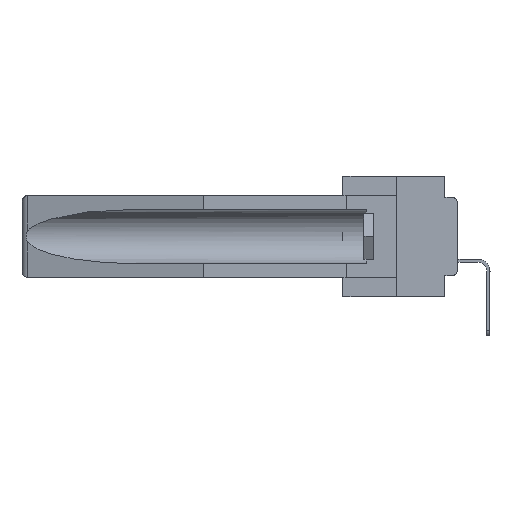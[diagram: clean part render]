
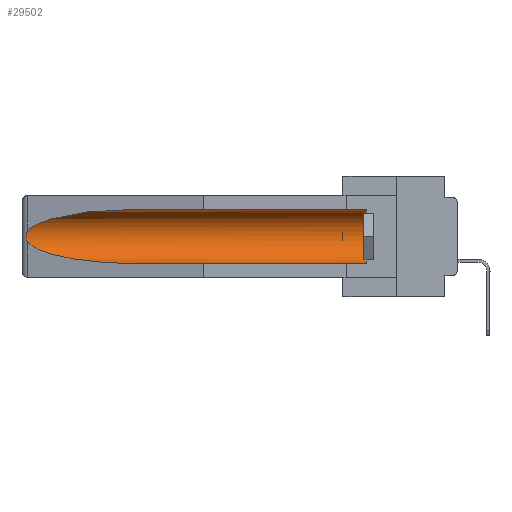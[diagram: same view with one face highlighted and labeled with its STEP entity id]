
A CAD part, left-side view. The second image highlights one B-rep face of the part: STEP entity #29502.
In plain terms, the highlighted cylindrical face has radius 2.857 mm (diameter 5.715 mm), a partial arc.
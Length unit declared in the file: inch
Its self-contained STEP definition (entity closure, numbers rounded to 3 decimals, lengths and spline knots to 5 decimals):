
#987 = AXIS2_PLACEMENT_3D ( 'NONE', #19881, #24076, #3535 ) ;
#2105 = VERTEX_POINT ( 'NONE', #28711 ) ;
#2597 = EDGE_CURVE ( 'NONE', #12281, #2105, #23146, .T. ) ;
#3001 = EDGE_CURVE ( 'NONE', #27005, #11423, #34339, .T. ) ;
#3535 = DIRECTION ( 'NONE',  ( 0., 0., 1. ) ) ;
#4728 = CARTESIAN_POINT ( 'NONE',  ( 0.26597, 1.52961, -0.15275 ) ) ;
#5847 = VECTOR ( 'NONE', #13592, 39.37008 ) ;
#7175 = CARTESIAN_POINT ( 'NONE',  ( 0.26537, 1.52718, -0.19328 ) ) ;
#8411 = ORIENTED_EDGE ( 'NONE', *, *, #24177, .T. ) ;
#8502 = CARTESIAN_POINT ( 'NONE',  ( 0.2675, 1.53308, -0.16763 ) ) ;
#8729 = CARTESIAN_POINT ( 'NONE',  ( 0.155, 1.07973, -0.059 ) ) ;
#9029 = CARTESIAN_POINT ( 'NONE',  ( 0.2673, 1.5327, -0.16383 ) ) ;
#10078 = CARTESIAN_POINT ( 'NONE',  ( 0.155, 0.126, -0.1715 ) ) ;
#10562 = CARTESIAN_POINT ( 'NONE',  ( 0.155, 0.126, -0.059 ) ) ;
#10797 = CARTESIAN_POINT ( 'NONE',  ( 0.2673, 1.53269, -0.17917 ) ) ;
#11423 = VERTEX_POINT ( 'NONE', #12999 ) ;
#12026 = ORIENTED_EDGE ( 'NONE', *, *, #2597, .T. ) ;
#12281 = VERTEX_POINT ( 'NONE', #33628 ) ;
#12999 = CARTESIAN_POINT ( 'NONE',  ( 0.155, 1.07973, -0.059 ) ) ;
#13373 = CARTESIAN_POINT ( 'NONE',  ( 0.21114, 1.30732, -0.284 ) ) ;
#13592 = DIRECTION ( 'NONE',  ( 0., 1., 0. ) ) ;
#14695 = CARTESIAN_POINT ( 'NONE',  ( 0.25451, 1.48313, -0.09465 ) ) ;
#18353 =( BOUNDED_CURVE ( )  B_SPLINE_CURVE ( 3, ( #7175, #32312, #13373, #19895 ),
 .UNSPECIFIED., .F., .F. ) 
 B_SPLINE_CURVE_WITH_KNOTS ( ( 4, 4 ),
 ( 0.1948, 1.5708 ),
 .UNSPECIFIED. ) 
 CURVE ( )  GEOMETRIC_REPRESENTATION_ITEM ( )  RATIONAL_B_SPLINE_CURVE ( ( 1., 0.848, 0.848, 1. ) ) 
 REPRESENTATION_ITEM ( '' )  );
#18810 = EDGE_CURVE ( 'NONE', #11423, #12281, #22032, .T. ) ;
#19881 = CARTESIAN_POINT ( 'NONE',  ( 0.155, -0.30754, -0.1715 ) ) ;
#19895 = CARTESIAN_POINT ( 'NONE',  ( 0.155, 1.07973, -0.284 ) ) ;
#19930 = DIRECTION ( 'NONE',  ( 0., 1., 0. ) ) ;
#19981 = CARTESIAN_POINT ( 'NONE',  ( 0.26654, 1.53092, -0.15636 ) ) ;
#20098 = CARTESIAN_POINT ( 'NONE',  ( 0.155, -0.30754, -0.059 ) ) ;
#21358 = CARTESIAN_POINT ( 'NONE',  ( 0.155, 1.07973, -0.284 ) ) ;
#21661 = FACE_OUTER_BOUND ( 'NONE', #36538, .T. ) ;
#21842 = VERTEX_POINT ( 'NONE', #21358 ) ;
#22032 =( BOUNDED_CURVE ( )  B_SPLINE_CURVE ( 3, ( #8729, #24174, #14695, #33452 ),
 .UNSPECIFIED., .F., .F. ) 
 B_SPLINE_CURVE_WITH_KNOTS ( ( 4, 4 ),
 ( 4.71239, 6.08839 ),
 .UNSPECIFIED. ) 
 CURVE ( )  GEOMETRIC_REPRESENTATION_ITEM ( )  RATIONAL_B_SPLINE_CURVE ( ( 1., 0.848, 0.848, 1. ) ) 
 REPRESENTATION_ITEM ( '' )  );
#22219 = CARTESIAN_POINT ( 'NONE',  ( 0.155, 0.126, -0.284 ) ) ;
#22402 = DIRECTION ( 'NONE',  ( 0., 0., 1. ) ) ;
#23146 = B_SPLINE_CURVE_WITH_KNOTS ( 'NONE', 3,
 ( #35372, #4728, #19981, #9029, #8502, #24082, #10797, #26367, #28415, #25237 ),
 .UNSPECIFIED., .F., .F.,
 ( 4, 2, 2, 2, 4 ),
 ( 0., 0.00029, 0.00058, 0.00087, 0.00117 ),
 .UNSPECIFIED. ) ;
#24076 = DIRECTION ( 'NONE',  ( 0., 1., 0. ) ) ;
#24082 = CARTESIAN_POINT ( 'NONE',  ( 0.2675, 1.53308, -0.17534 ) ) ;
#24174 = CARTESIAN_POINT ( 'NONE',  ( 0.21114, 1.30732, -0.059 ) ) ;
#24177 = EDGE_CURVE ( 'NONE', #2105, #21842, #18353, .T. ) ;
#25237 = CARTESIAN_POINT ( 'NONE',  ( 0.26537, 1.52718, -0.19328 ) ) ;
#25254 = LINE ( 'NONE', #32605, #28155 ) ;
#26367 = CARTESIAN_POINT ( 'NONE',  ( 0.26655, 1.53094, -0.18657 ) ) ;
#27005 = VERTEX_POINT ( 'NONE', #10562 ) ;
#28155 = VECTOR ( 'NONE', #19930, 39.37008 ) ;
#28415 = CARTESIAN_POINT ( 'NONE',  ( 0.26597, 1.5296, -0.19026 ) ) ;
#28563 = ORIENTED_EDGE ( 'NONE', *, *, #40047, .T. ) ;
#28711 = CARTESIAN_POINT ( 'NONE',  ( 0.26537, 1.52718, -0.19328 ) ) ;
#29502 = ADVANCED_FACE ( 'NONE', ( #21661 ), #29905, .F. ) ;
#29905 = CYLINDRICAL_SURFACE ( 'NONE', #987, 0.1125 ) ;
#29994 = AXIS2_PLACEMENT_3D ( 'NONE', #10078, #37670, #22402 ) ;
#30224 = ORIENTED_EDGE ( 'NONE', *, *, #3001, .T. ) ;
#32312 = CARTESIAN_POINT ( 'NONE',  ( 0.25451, 1.48313, -0.24835 ) ) ;
#32595 = ORIENTED_EDGE ( 'NONE', *, *, #18810, .T. ) ;
#32605 = CARTESIAN_POINT ( 'NONE',  ( 0.155, -0.30754, -0.284 ) ) ;
#32750 = VERTEX_POINT ( 'NONE', #22219 ) ;
#33452 = CARTESIAN_POINT ( 'NONE',  ( 0.26537, 1.52718, -0.14972 ) ) ;
#33628 = CARTESIAN_POINT ( 'NONE',  ( 0.26537, 1.52718, -0.14972 ) ) ;
#34339 = LINE ( 'NONE', #20098, #5847 ) ;
#35239 = ORIENTED_EDGE ( 'NONE', *, *, #39099, .F. ) ;
#35372 = CARTESIAN_POINT ( 'NONE',  ( 0.26537, 1.52718, -0.14972 ) ) ;
#35868 = CIRCLE ( 'NONE', #29994, 0.1125 ) ;
#36538 = EDGE_LOOP ( 'NONE', ( #32595, #12026, #8411, #35239, #28563, #30224 ) ) ;
#37670 = DIRECTION ( 'NONE',  ( 0., -1., 0. ) ) ;
#39099 = EDGE_CURVE ( 'NONE', #32750, #21842, #25254, .T. ) ;
#40047 = EDGE_CURVE ( 'NONE', #32750, #27005, #35868, .T. ) ;
